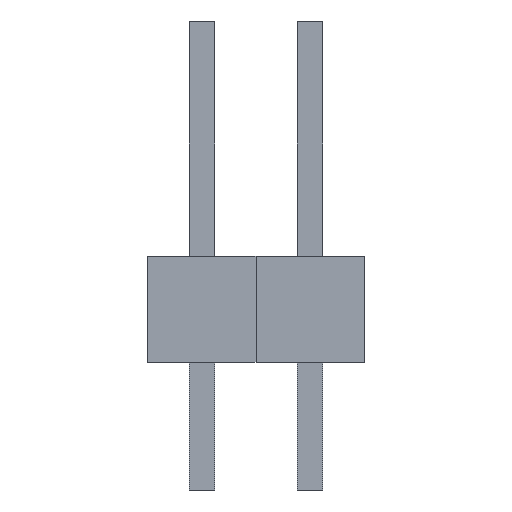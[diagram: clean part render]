
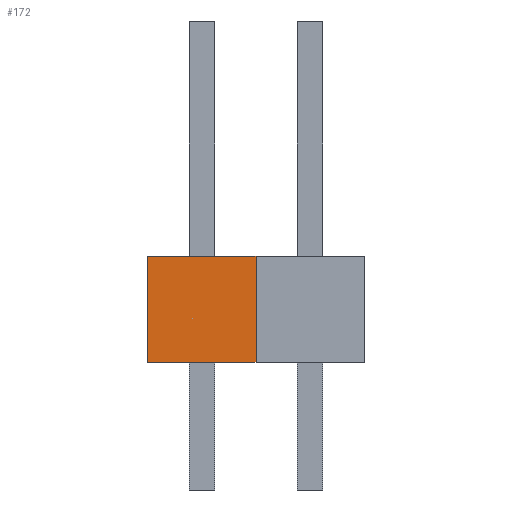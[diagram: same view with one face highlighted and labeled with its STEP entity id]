
A CAD part, front view. The second image highlights one B-rep face of the part: STEP entity #172.
In plain terms, the highlighted planar face has unit normal (0, -1, 0).
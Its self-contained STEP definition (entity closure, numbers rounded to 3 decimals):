
#13=DIRECTION('',(0.,0.,1.));
#14=DIRECTION('',(1.,0.,0.));
#123=EDGE_CURVE('',#124,#126,#128,.T.);
#124=VERTEX_POINT('',#125);
#125=CARTESIAN_POINT('',(-1.27,-1.271,0.));
#126=VERTEX_POINT('',#127);
#127=CARTESIAN_POINT('',(-1.27,-1.271,2.5));
#128=LINE('',#125,#129);
#129=VECTOR('',#13,1.);
#136=DIRECTION('',(0.,1.,0.));
#150=ORIENTED_EDGE('',*,*,#151,.F.);
#151=EDGE_CURVE('',#152,#154,#156,.T.);
#152=VERTEX_POINT('',#153);
#153=CARTESIAN_POINT('',(1.27,-1.271,0.));
#154=VERTEX_POINT('',#155);
#155=CARTESIAN_POINT('',(1.27,-1.271,2.5));
#156=LINE('',#153,#129);
#172=ADVANCED_FACE('',(#173),#183,.F.);
#173=FACE_BOUND('',#174,.F.);
#174=EDGE_LOOP('',(#175,#179,#180,#150));
#175=ORIENTED_EDGE('',*,*,#176,.F.);
#176=EDGE_CURVE('',#124,#152,#177,.T.);
#177=LINE('',#125,#178);
#178=VECTOR('',#14,1.);
#179=ORIENTED_EDGE('',*,*,#123,.T.);
#180=ORIENTED_EDGE('',*,*,#181,.T.);
#181=EDGE_CURVE('',#126,#154,#182,.T.);
#182=LINE('',#127,#178);
#183=PLANE('',#184);
#184=AXIS2_PLACEMENT_3D('',#125,#136,#13);
